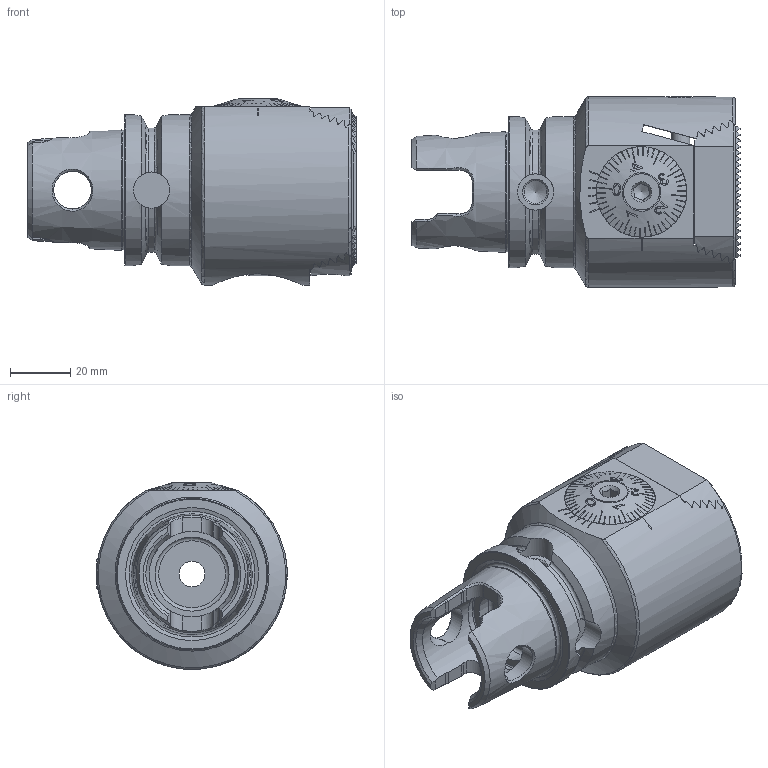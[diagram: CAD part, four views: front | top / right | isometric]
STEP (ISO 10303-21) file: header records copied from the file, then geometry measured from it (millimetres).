
FILE_DESCRIPTION (( 'STEP AP214' ), '1' );
FILE_NAME ('KU5.MH1.K01.075.STEP', '2020-08-13T13:43:08', ( '' ), ( '' ), 'SwSTEP 2.0', 'SolidWorks 2017', '' );
FILE_SCHEMA (( 'AUTOMOTIVE_DESIGN' ));
Length unit declared in the file: millimetre
Products named in the file (18): A55-BG2.012.006_B; KU5-MH1.K01.075_B; KU5.MH1.K01.075; A55-BG2.013.005_C; MH1-BG2.001.056_D; MH1-BG1.004.049; ISO 4026 - M10 x 20_PreviewCfg; MH1-BG1.001.049_B; ISO 4762 - M6 x 16_PreviewCfg; MH1-BG3.001.042_D; ISO 4026 - M8 x 6_PreviewCfg; A55-BG1.012.007_B; A55-BG2.014.007_A; A55-BG2.015.007_A; ISO 4026 - M4 x 5; A55-BG2.011.016_D; DIN 3771 - 25x1.5; MH1-BG1.001.049
Assembly tree (18 placements, depth 4):
  KU5.MH1.K01.075
    KU5-MH1.K01.075_B
    MH1-BG1.004.049
      A55-BG2.012.006_B
      A55-BG2.013.005_C
      A55-BG2.015.007_A
        A55-BG2.011.016_D
        A55-BG2.014.007_A
      MH1-BG1.001.049
        MH1-BG1.001.049_B
        A55-BG1.012.007_B
      DIN 3771 - 25x1.5
      ISO 4026 - M4 x 5
    MH1-BG2.001.056_D
    MH1-BG3.001.042_D
    ISO 4026 - M10 x 20_PreviewCfg  x2
    ISO 4026 - M8 x 6_PreviewCfg
    ISO 4762 - M6 x 16_PreviewCfg
Bounding box: 108.53 x 62.97 x 61.75 mm (x, y, z)
Volume: 185844 mm3; surface area: 65903.6 mm2
Topology: 15 solids, 15 shells, 989 faces, 2729 edges, 1781 vertices
Faces by surface type: plane 558, cylinder 192, cone 138, bspline 63, torus 38
Full cylindrical faces by diameter (mm): 1 x1, 1.6 x1, 3.3 x1, 4 x1, 4.2 x5, 5 x2, 6 x1, 6.4 x1, 6.8 x3, 7.5 x1, 8 x3, 8.5 x5, 9 x1, 10 x3, 11 x3, 11.5 x1, 11.6 x1, 11.75 x1, 11.95 x1, 12 x7, 12.4 x1, 12.5 x2, 14 x2, 14.2 x1, 16 x1, 18 x1, 20 x4, 22 x1, 24.5 x1, 25 x3
Entity records: 42047 total; most frequent: CARTESIAN_POINT 16262, ORIENTED_EDGE 4962, DIRECTION 3687, EDGE_CURVE 2481, VERTEX_POINT 1703, AXIS2_PLACEMENT_3D 1429, EDGE_LOOP 1192, FACE_OUTER_BOUND 1072
